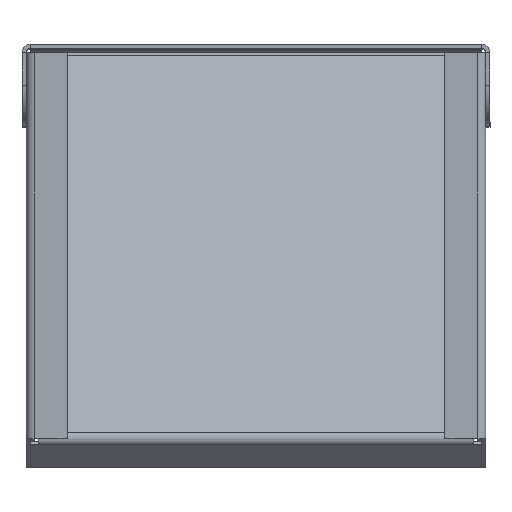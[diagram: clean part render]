
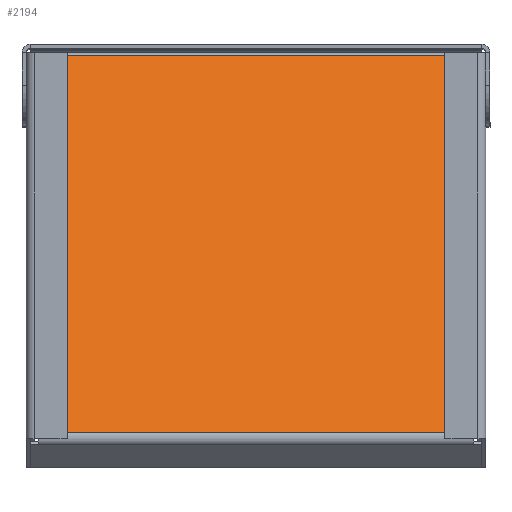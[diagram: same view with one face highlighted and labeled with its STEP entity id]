
A CAD part, top view. The second image highlights one B-rep face of the part: STEP entity #2194.
In plain terms, the highlighted planar face has unit normal (0, 0.707, 0.707).
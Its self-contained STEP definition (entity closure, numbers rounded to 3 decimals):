
#169=PLANE('',#2465);
#296=FACE_OUTER_BOUND('',#469,.T.);
#469=EDGE_LOOP('',(#1996,#1997,#1998,#1999));
#611=LINE('',#3558,#814);
#630=LINE('',#3606,#833);
#639=LINE('',#3634,#842);
#659=LINE('',#3679,#862);
#814=VECTOR('',#2939,10.);
#833=VECTOR('',#2990,10.);
#842=VECTOR('',#3017,10.);
#862=VECTOR('',#3067,10.);
#1103=VERTEX_POINT('',#3555);
#1104=VERTEX_POINT('',#3557);
#1117=VERTEX_POINT('',#3605);
#1127=VERTEX_POINT('',#3633);
#1356=EDGE_CURVE('',#1104,#1103,#611,.T.);
#1380=EDGE_CURVE('',#1117,#1104,#630,.T.);
#1394=EDGE_CURVE('',#1127,#1117,#639,.T.);
#1418=EDGE_CURVE('',#1103,#1127,#659,.T.);
#1996=ORIENTED_EDGE('',*,*,#1356,.T.);
#1997=ORIENTED_EDGE('',*,*,#1418,.T.);
#1998=ORIENTED_EDGE('',*,*,#1394,.T.);
#1999=ORIENTED_EDGE('',*,*,#1380,.T.);
#2194=ADVANCED_FACE('',(#296),#169,.T.);
#2465=AXIS2_PLACEMENT_3D('',#3711,#3102,#3103);
#2939=DIRECTION('',(0.,-0.707,0.707));
#2990=DIRECTION('',(-1.,0.,0.));
#3017=DIRECTION('',(0.,0.707,-0.707));
#3067=DIRECTION('',(1.,0.,0.));
#3102=DIRECTION('center_axis',(0.,0.707,0.707));
#3103=DIRECTION('ref_axis',(-1.,0.,0.));
#3555=CARTESIAN_POINT('',(-53.,-58.16,57.452));
#3557=CARTESIAN_POINT('',(-53.,34.012,-34.719));
#3558=CARTESIAN_POINT('',(-53.,-35.117,34.409));
#3605=CARTESIAN_POINT('',(53.,34.012,-34.719));
#3606=CARTESIAN_POINT('',(-27.5,34.012,-34.719));
#3633=CARTESIAN_POINT('',(53.,-58.16,57.452));
#3634=CARTESIAN_POINT('',(53.,10.969,-11.676));
#3679=CARTESIAN_POINT('',(27.5,-58.16,57.452));
#3711=CARTESIAN_POINT('Origin',(0.,-12.074,11.367));
